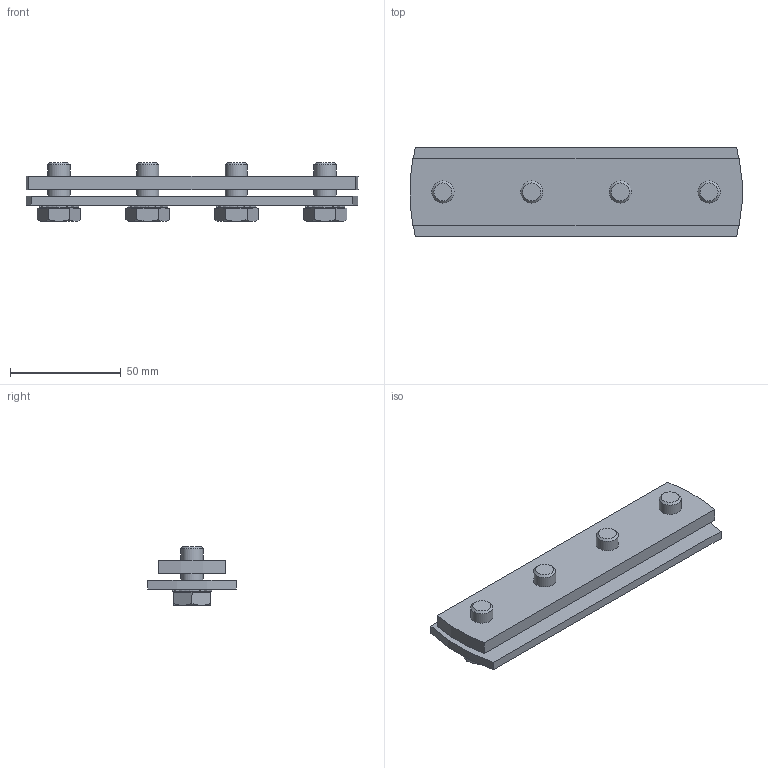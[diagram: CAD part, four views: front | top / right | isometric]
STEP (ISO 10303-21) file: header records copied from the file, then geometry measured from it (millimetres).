
FILE_DESCRIPTION((''),'2;1');
FILE_NAME('120068.stp','2010-09-02T08:25:19',('DMK009'),(''),'Autodesk Inventor 2010','Autodesk Inventor 2010','');
FILE_SCHEMA(('AUTOMOTIVE_DESIGN { 1 0 10303 214 1 1 1 1 }'));
Length unit declared in the file: millimetre
Products named in the file (1): 120064
Bounding box: 149.68 x 40 x 26.4 mm (x, y, z)
Volume: 59858.5 mm3; surface area: 28604.6 mm2
Topology: 1 solids, 1 shells, 624 faces, 1644 edges, 1044 vertices
Faces by surface type: plane 308, cylinder 278, cone 32, bspline 6
Full cylindrical faces by diameter (mm): 9.188 x4, 10 x8, 10.5 x4, 15.4 x4
Entity records: 19775 total; most frequent: DIRECTION 3510, CARTESIAN_POINT 3455, ORIENTED_EDGE 3200, EDGE_CURVE 1600, AXIS2_PLACEMENT_3D 1339, VERTEX_POINT 1032, VECTOR 832, LINE 832
